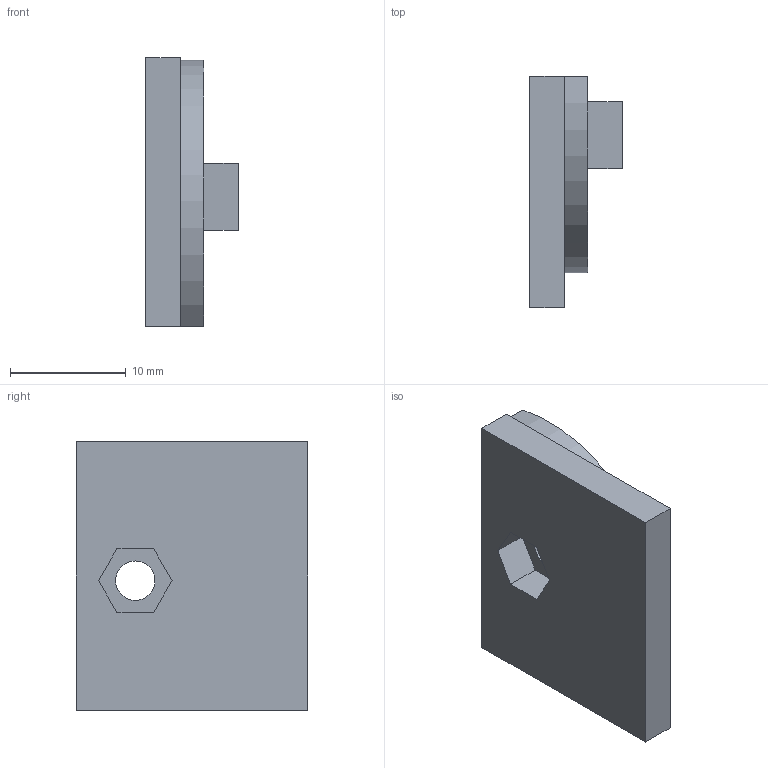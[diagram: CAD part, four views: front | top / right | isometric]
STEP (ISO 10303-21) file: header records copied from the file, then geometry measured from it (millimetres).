
FILE_DESCRIPTION( ( '' ), ' ' );
FILE_NAME( '5a81b5060128b90fd7772702.step', '2018-02-12T15:38:47', ( '' ), ( '' ), ' ', ' ', ' ' );
FILE_SCHEMA( ( 'AUTOMOTIVE_DESIGN { 1 0 10303 214 1 1 1 1 }' ) );
Length unit declared in the file: metre
Products named in the file (1): Nut
Bounding box: 8 x 20 x 23.2 mm (x, y, z)
Volume: 2048.5 mm3; surface area: 1491.4 mm2
Topology: 1 solids, 1 shells, 21 faces, 52 edges, 35 vertices
Faces by surface type: plane 19, cylinder 2
Full cylindrical faces by diameter (mm): 3.4 x1
Entity records: 792 total; most frequent: CARTESIAN_POINT 106, ORIENTED_EDGE 100, DIRECTION 98, EDGE_CURVE 50, LINE 46, VECTOR 46, VERTEX_POINT 34, AXIS2_PLACEMENT_3D 26
